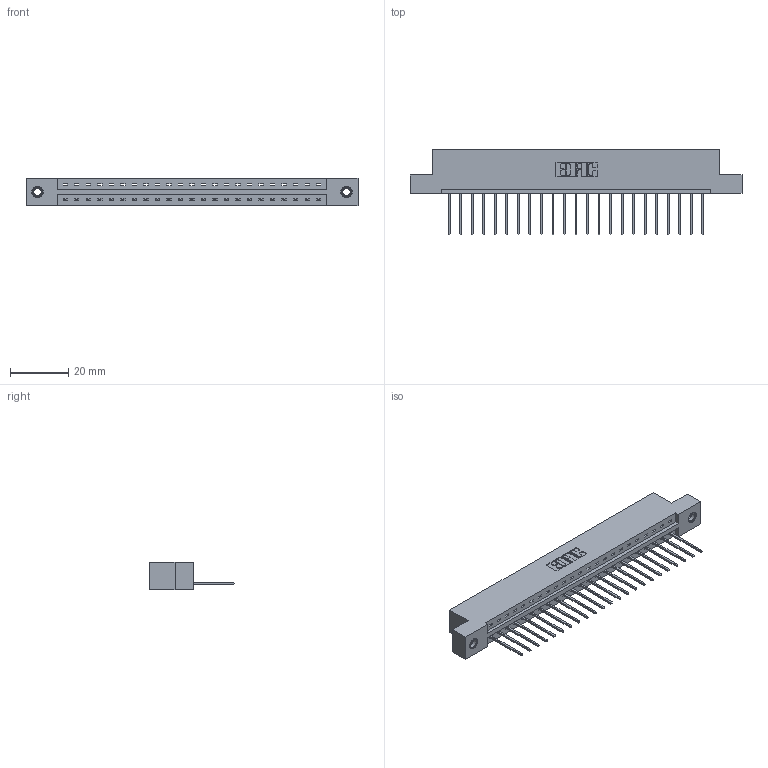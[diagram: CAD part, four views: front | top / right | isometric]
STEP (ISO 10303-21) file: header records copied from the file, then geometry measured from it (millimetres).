
FILE_DESCRIPTION (( 'STEP AP203' ), '1' );
FILE_NAME ('387-023-540-107.STEP', '2019-10-03T02:50:38', ( '' ), ( '' ), 'SwSTEP 2.0', 'SolidWorks 2016', '' );
FILE_SCHEMA (( 'CONFIG_CONTROL_DESIGN' ));
Length unit declared in the file: inch
Products named in the file (4): 345-250-001_345-250-005-103; 337 Part_Flush Mounting Lugs - 0.156 Dia-TI; 387-023-540-107; 345-292-001_345-293-140
Assembly tree (26 placements, depth 2):
  387-023-540-107
    337 Part_Flush Mounting Lugs - 0.156 Dia-TI
    345-292-001_345-293-140  x23
    345-250-001_345-250-005-103  x2
Bounding box: 114.15 x 29.47 x 9.4 mm (x, y, z)
Volume: 11643.6 mm3; surface area: 12198.7 mm2
Topology: 26 solids, 26 shells, 1600 faces, 4771 edges, 3142 vertices
Faces by surface type: plane 1160, cylinder 424, cone 12, torus 4
Entity records: 20758 total; most frequent: CARTESIAN_POINT 3594, ORIENTED_EDGE 3546, DIRECTION 3097, EDGE_CURVE 1773, VECTOR 1625, LINE 1625, VERTEX_POINT 1176, AXIS2_PLACEMENT_3D 736
